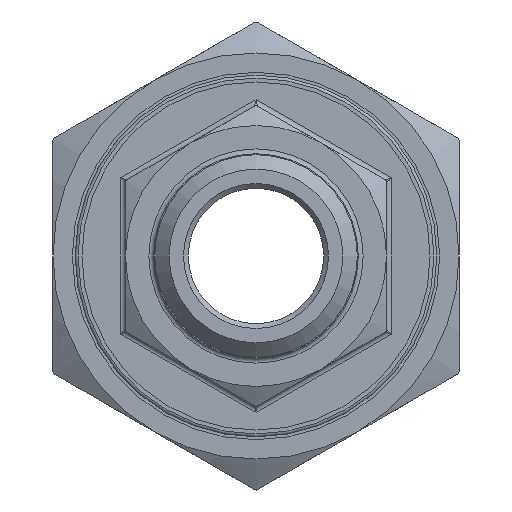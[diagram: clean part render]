
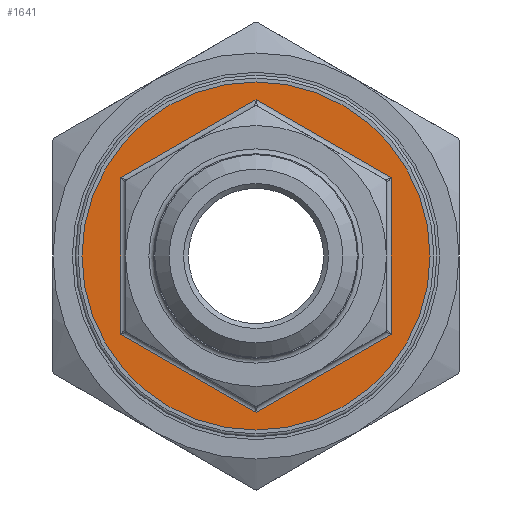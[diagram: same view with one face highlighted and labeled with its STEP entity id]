
A CAD part, front view. The second image highlights one B-rep face of the part: STEP entity #1641.
In plain terms, the highlighted planar face has unit normal (0, -1, 0).
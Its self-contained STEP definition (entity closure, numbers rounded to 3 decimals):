
#144=LINE('',#2956,#204);
#148=LINE('',#3004,#208);
#152=LINE('',#3054,#212);
#156=LINE('',#3104,#216);
#160=LINE('',#3147,#220);
#166=LINE('',#3224,#226);
#204=VECTOR('',#2175,16.166);
#208=VECTOR('',#2193,16.166);
#212=VECTOR('',#2215,16.166);
#216=VECTOR('',#2237,16.166);
#220=VECTOR('',#2257,16.166);
#226=VECTOR('',#2319,16.166);
#342=PLANE('',#1863);
#363=FACE_BOUND('',#597,.T.);
#469=FACE_OUTER_BOUND('',#596,.T.);
#596=EDGE_LOOP('',(#1445));
#597=EDGE_LOOP('',(#1446,#1447,#1448,#1449,#1450,#1451));
#694=CIRCLE('',#1864,18.);
#804=VERTEX_POINT('',#2927);
#811=VERTEX_POINT('',#2955);
#817=VERTEX_POINT('',#3003);
#823=VERTEX_POINT('',#3053);
#829=VERTEX_POINT('',#3103);
#832=VERTEX_POINT('',#3134);
#845=VERTEX_POINT('',#3226);
#1001=EDGE_CURVE('',#804,#811,#144,.T.);
#1011=EDGE_CURVE('',#811,#817,#148,.T.);
#1022=EDGE_CURVE('',#817,#823,#152,.T.);
#1033=EDGE_CURVE('',#823,#829,#156,.T.);
#1043=EDGE_CURVE('',#829,#832,#160,.T.);
#1065=EDGE_CURVE('',#832,#804,#166,.T.);
#1066=EDGE_CURVE('',#845,#845,#694,.T.);
#1445=ORIENTED_EDGE('',*,*,#1066,.T.);
#1446=ORIENTED_EDGE('',*,*,#1022,.F.);
#1447=ORIENTED_EDGE('',*,*,#1011,.F.);
#1448=ORIENTED_EDGE('',*,*,#1001,.F.);
#1449=ORIENTED_EDGE('',*,*,#1065,.F.);
#1450=ORIENTED_EDGE('',*,*,#1043,.F.);
#1451=ORIENTED_EDGE('',*,*,#1033,.F.);
#1641=ADVANCED_FACE('',(#469,#363),#342,.F.);
#1863=AXIS2_PLACEMENT_3D('',#3225,#2320,#2321);
#1864=AXIS2_PLACEMENT_3D('',#3227,#2322,#2323);
#2175=DIRECTION('',(-0.866,0.,-0.5));
#2193=DIRECTION('',(0.,0.,-1.));
#2215=DIRECTION('',(0.866,0.,-0.5));
#2237=DIRECTION('',(0.866,0.,0.5));
#2257=DIRECTION('',(0.,0.,1.));
#2319=DIRECTION('',(-0.866,0.,0.5));
#2320=DIRECTION('center_axis',(0.,1.,0.));
#2321=DIRECTION('ref_axis',(0.,0.,1.));
#2322=DIRECTION('center_axis',(0.,-1.,0.));
#2323=DIRECTION('ref_axis',(1.,0.,0.));
#2927=CARTESIAN_POINT('',(0.,-8.5,16.166));
#2955=CARTESIAN_POINT('',(-14.,-8.5,8.083));
#2956=CARTESIAN_POINT('',(-10.375,-8.5,10.176));
#3003=CARTESIAN_POINT('',(-14.,-8.5,-8.083));
#3004=CARTESIAN_POINT('',(-14.,-8.5,-3.897));
#3053=CARTESIAN_POINT('',(0.,-8.5,-16.166));
#3054=CARTESIAN_POINT('',(-3.625,-8.5,-14.073));
#3103=CARTESIAN_POINT('',(14.,-8.5,-8.083));
#3104=CARTESIAN_POINT('',(10.375,-8.5,-10.176));
#3134=CARTESIAN_POINT('',(14.,-8.5,8.083));
#3147=CARTESIAN_POINT('',(14.,-8.5,3.897));
#3224=CARTESIAN_POINT('',(3.625,-8.5,14.073));
#3225=CARTESIAN_POINT('Origin',(0.,-8.5,0.));
#3226=CARTESIAN_POINT('',(-18.,-8.5,0.));
#3227=CARTESIAN_POINT('Origin',(0.,-8.5,0.));
